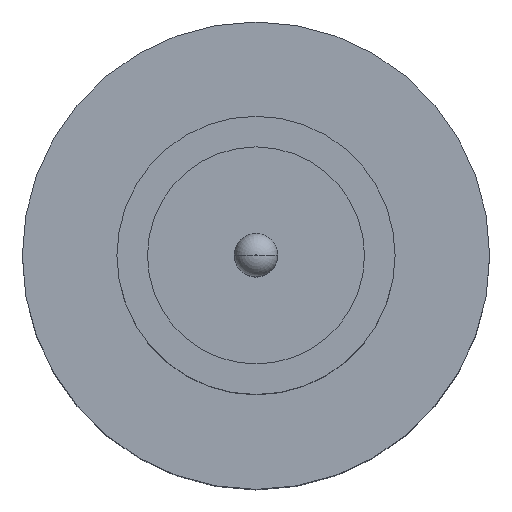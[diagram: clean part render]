
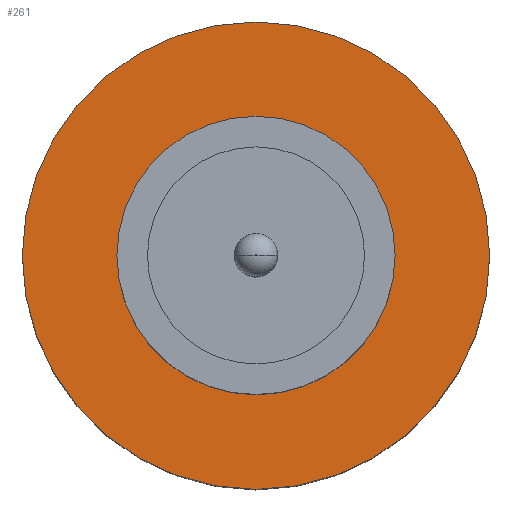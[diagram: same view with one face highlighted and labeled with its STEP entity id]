
A CAD part, top view. The second image highlights one B-rep face of the part: STEP entity #261.
In plain terms, the highlighted planar face has unit normal (0, 0, 1).
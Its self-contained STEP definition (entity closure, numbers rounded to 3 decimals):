
#5 = VERTEX_POINT ( 'NONE', #526 ) ;
#22 = ORIENTED_EDGE ( 'NONE', *, *, #291, .T. ) ;
#32 = EDGE_CURVE ( 'NONE', #5, #58, #590, .T. ) ;
#58 = VERTEX_POINT ( 'NONE', #454 ) ;
#99 = CARTESIAN_POINT ( 'NONE',  ( 0., 0., 1.55 ) ) ;
#107 = EDGE_LOOP ( 'NONE', ( #271, #184 ) ) ;
#114 = VERTEX_POINT ( 'NONE', #270 ) ;
#131 = CIRCLE ( 'NONE', #268, 2.1 ) ;
#150 = CARTESIAN_POINT ( 'NONE',  ( 0., 0., 1.55 ) ) ;
#152 = CIRCLE ( 'NONE', #443, 1.25 ) ;
#162 = CARTESIAN_POINT ( 'NONE',  ( 0., 0., 1.55 ) ) ;
#184 = ORIENTED_EDGE ( 'NONE', *, *, #32, .F. ) ;
#205 = PLANE ( 'NONE',  #803 ) ;
#214 = DIRECTION ( 'NONE',  ( 0., 0., 1. ) ) ;
#261 = ADVANCED_FACE ( 'NONE', ( #651, #279 ), #205, .T. ) ;
#268 = AXIS2_PLACEMENT_3D ( 'NONE', #162, #300, #863 ) ;
#270 = CARTESIAN_POINT ( 'NONE',  ( -2.1, 0., 1.55 ) ) ;
#271 = ORIENTED_EDGE ( 'NONE', *, *, #357, .F. ) ;
#279 = FACE_OUTER_BOUND ( 'NONE', #671, .T. ) ;
#291 = EDGE_CURVE ( 'NONE', #114, #450, #419, .T. ) ;
#300 = DIRECTION ( 'NONE',  ( 0., 0., 1. ) ) ;
#350 = AXIS2_PLACEMENT_3D ( 'NONE', #150, #214, #757 ) ;
#357 = EDGE_CURVE ( 'NONE', #58, #5, #152, .T. ) ;
#383 = EDGE_CURVE ( 'NONE', #450, #114, #131, .T. ) ;
#389 = DIRECTION ( 'NONE',  ( 0., 0., 1. ) ) ;
#419 = CIRCLE ( 'NONE', #350, 2.1 ) ;
#429 = DIRECTION ( 'NONE',  ( 0., 0., 1. ) ) ;
#436 = DIRECTION ( 'NONE',  ( 1., 0., 0. ) ) ;
#443 = AXIS2_PLACEMENT_3D ( 'NONE', #99, #861, #436 ) ;
#450 = VERTEX_POINT ( 'NONE', #509 ) ;
#454 = CARTESIAN_POINT ( 'NONE',  ( 1.25, 0., 1.55 ) ) ;
#472 = ORIENTED_EDGE ( 'NONE', *, *, #383, .T. ) ;
#509 = CARTESIAN_POINT ( 'NONE',  ( 2.1, 0., 1.55 ) ) ;
#526 = CARTESIAN_POINT ( 'NONE',  ( -1.25, 0., 1.55 ) ) ;
#564 = DIRECTION ( 'NONE',  ( 1., 0., 0. ) ) ;
#590 = CIRCLE ( 'NONE', #667, 1.25 ) ;
#651 = FACE_BOUND ( 'NONE', #107, .T. ) ;
#667 = AXIS2_PLACEMENT_3D ( 'NONE', #813, #389, #882 ) ;
#671 = EDGE_LOOP ( 'NONE', ( #22, #472 ) ) ;
#757 = DIRECTION ( 'NONE',  ( 1., 0., 0. ) ) ;
#803 = AXIS2_PLACEMENT_3D ( 'NONE', #838, #429, #564 ) ;
#813 = CARTESIAN_POINT ( 'NONE',  ( 0., 0., 1.55 ) ) ;
#838 = CARTESIAN_POINT ( 'NONE',  ( 0., 0., 1.55 ) ) ;
#861 = DIRECTION ( 'NONE',  ( 0., 0., 1. ) ) ;
#863 = DIRECTION ( 'NONE',  ( 1., 0., 0. ) ) ;
#882 = DIRECTION ( 'NONE',  ( 1., 0., 0. ) ) ;
